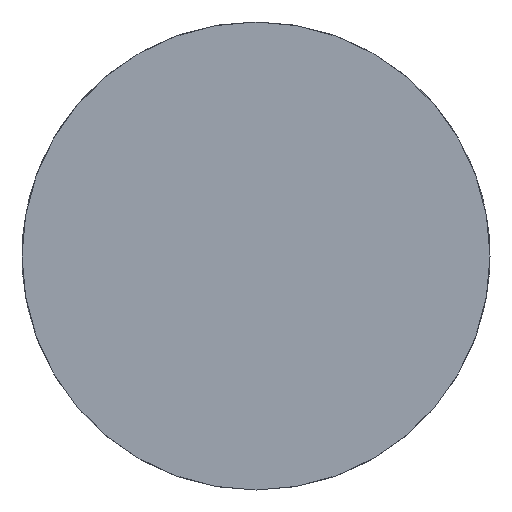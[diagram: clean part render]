
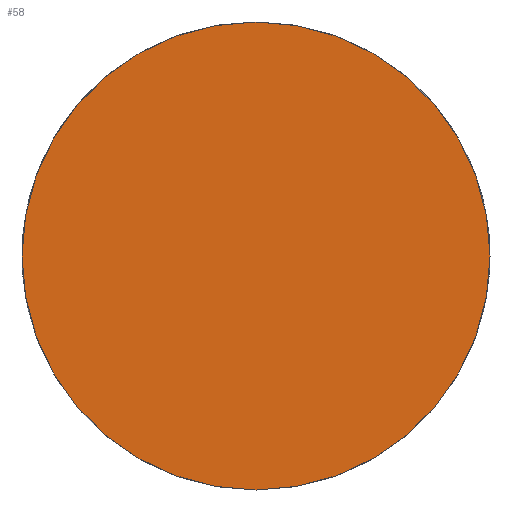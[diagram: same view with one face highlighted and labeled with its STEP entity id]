
A CAD part, front view. The second image highlights one B-rep face of the part: STEP entity #58.
In plain terms, the highlighted planar face has unit normal (0, -1, 0).
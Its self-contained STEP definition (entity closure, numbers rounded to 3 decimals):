
#9 = CIRCLE ( 'NONE', #106, 1.5 ) ;
#24 = AXIS2_PLACEMENT_3D ( 'NONE', #85, #234, #233 ) ;
#34 = DIRECTION ( 'NONE',  ( 0., 0., -1. ) ) ;
#47 = CARTESIAN_POINT ( 'NONE',  ( 0., -2., 0. ) ) ;
#48 = DIRECTION ( 'NONE',  ( 0., -1., 0. ) ) ;
#58 = ADVANCED_FACE ( 'NONE', ( #202 ), #102, .T. ) ;
#63 = CARTESIAN_POINT ( 'NONE',  ( 0., -2., -1.5 ) ) ;
#71 = EDGE_CURVE ( 'NONE', #154, #135, #9, .T. ) ;
#85 = CARTESIAN_POINT ( 'NONE',  ( 0., -2., 0. ) ) ;
#91 = DIRECTION ( 'NONE',  ( 0., -1., 0. ) ) ;
#102 = PLANE ( 'NONE',  #24 ) ;
#106 = AXIS2_PLACEMENT_3D ( 'NONE', #47, #48, #183 ) ;
#107 = CIRCLE ( 'NONE', #227, 1.5 ) ;
#113 = ORIENTED_EDGE ( 'NONE', *, *, #188, .T. ) ;
#121 = CARTESIAN_POINT ( 'NONE',  ( 0., -2., 0. ) ) ;
#135 = VERTEX_POINT ( 'NONE', #63 ) ;
#139 = CARTESIAN_POINT ( 'NONE',  ( 0., -2., 1.5 ) ) ;
#154 = VERTEX_POINT ( 'NONE', #139 ) ;
#168 = EDGE_LOOP ( 'NONE', ( #113, #176 ) ) ;
#176 = ORIENTED_EDGE ( 'NONE', *, *, #71, .T. ) ;
#183 = DIRECTION ( 'NONE',  ( 0., 0., -1. ) ) ;
#188 = EDGE_CURVE ( 'NONE', #135, #154, #107, .T. ) ;
#202 = FACE_OUTER_BOUND ( 'NONE', #168, .T. ) ;
#227 = AXIS2_PLACEMENT_3D ( 'NONE', #121, #91, #34 ) ;
#233 = DIRECTION ( 'NONE',  ( 0., 0., -1. ) ) ;
#234 = DIRECTION ( 'NONE',  ( 0., -1., 0. ) ) ;
